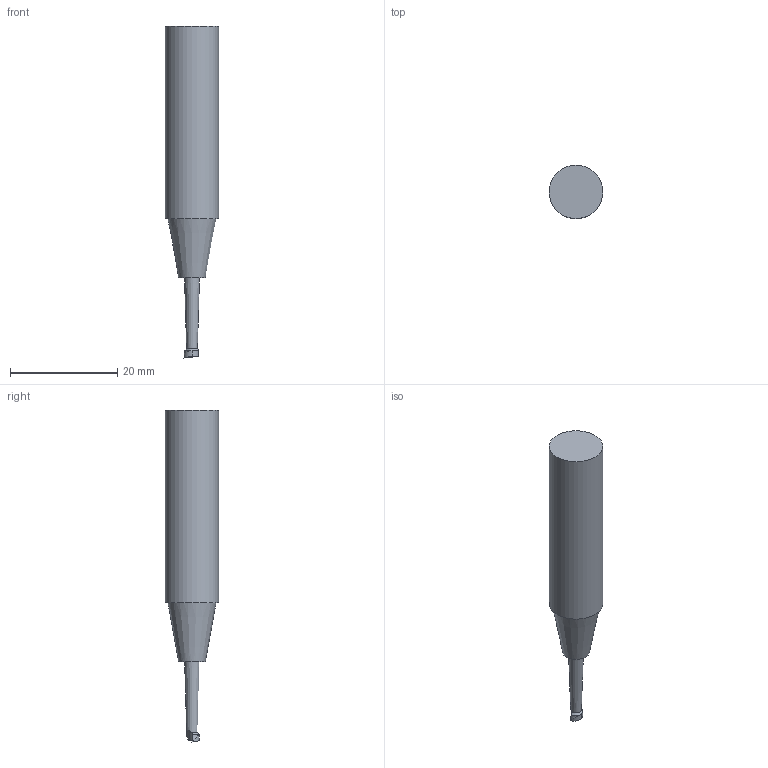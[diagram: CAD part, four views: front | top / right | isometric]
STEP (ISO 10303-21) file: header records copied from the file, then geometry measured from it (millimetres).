
FILE_DESCRIPTION((''),'1');
FILE_NAME('RBE3.stp','2022-09-28T02:47:17',(''),(''),'Spatial Interop R21 SP3','Kubotek KeyCreator 2011 V10.0.2 (22737)',' ');
FILE_SCHEMA(('automotive_design'));
Length unit declared in the file: millimetre
Products named in the file (2): 241[3]; 240[2]
Bounding box: 10 x 10 x 62 mm (x, y, z)
Volume: 3327.9 mm3; surface area: 1605 mm2
Topology: 2 solids, 2 shells, 22 faces, 45 edges, 29 vertices
Faces by surface type: plane 11, cylinder 6, cone 5
Full cylindrical faces by diameter (mm): 10 x1
Entity records: 1116 total; most frequent: CARTESIAN_POINT 152, DIRECTION 96, PRESENTATION_STYLE_ASSIGNMENT 89, COLOUR_RGB 89, ORIENTED_EDGE 82, STYLED_ITEM 65, CURVE_STYLE 65, DRAUGHTING_PRE_DEFINED_CURVE_FONT 65
